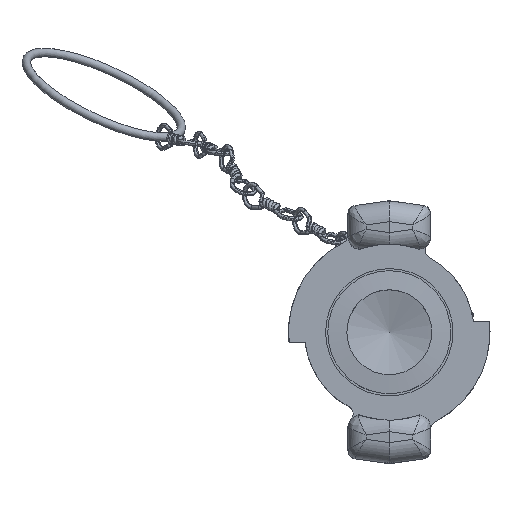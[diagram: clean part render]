
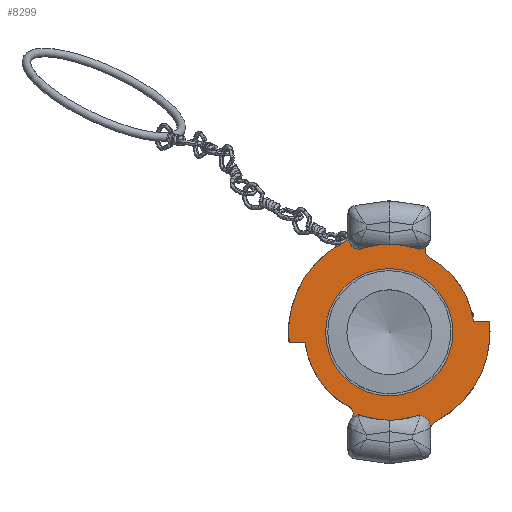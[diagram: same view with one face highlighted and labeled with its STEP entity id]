
A CAD part, top view. The second image highlights one B-rep face of the part: STEP entity #8299.
In plain terms, the highlighted planar face has unit normal (0, 0, 1).
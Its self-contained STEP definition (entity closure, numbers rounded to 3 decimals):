
#718=PLANE('',#8818);
#749=FACE_BOUND('',#1685,.T.);
#801=CIRCLE('',#8819,25.5);
#802=CIRCLE('',#8820,2.);
#803=CIRCLE('',#8821,23.75);
#804=CIRCLE('',#8822,20.);
#805=CIRCLE('',#8823,1.835);
#806=CIRCLE('',#8824,3.);
#807=CIRCLE('',#8825,25.5);
#808=CIRCLE('',#8826,2.);
#809=CIRCLE('',#8827,23.75);
#810=CIRCLE('',#8828,20.);
#811=CIRCLE('',#8829,1.835);
#812=CIRCLE('',#8830,3.);
#813=CIRCLE('',#8831,15.);
#814=CIRCLE('',#8832,15.);
#1239=FACE_OUTER_BOUND('',#1684,.T.);
#1684=EDGE_LOOP('',(#5231,#5232,#5233,#5234,#5235,#5236,#5237,#5238,#5239,
#5240,#5241,#5242,#5243,#5244,#5245,#5246,#5247,#5248));
#1685=EDGE_LOOP('',(#5249,#5250));
#2170=LINE('',#12060,#2383);
#2171=LINE('',#12064,#2384);
#2172=LINE('',#12070,#2385);
#2173=LINE('',#12078,#2386);
#2174=LINE('',#12082,#2387);
#2175=LINE('',#12088,#2388);
#2383=VECTOR('',#9798,10.);
#2384=VECTOR('',#9801,10.);
#2385=VECTOR('',#9806,10.);
#2386=VECTOR('',#9813,10.);
#2387=VECTOR('',#9816,10.);
#2388=VECTOR('',#9821,10.);
#2977=VERTEX_POINT('',#12058);
#2978=VERTEX_POINT('',#12059);
#2979=VERTEX_POINT('',#12061);
#2980=VERTEX_POINT('',#12063);
#2981=VERTEX_POINT('',#12065);
#2982=VERTEX_POINT('',#12067);
#2983=VERTEX_POINT('',#12069);
#2984=VERTEX_POINT('',#12071);
#2985=VERTEX_POINT('',#12073);
#2986=VERTEX_POINT('',#12075);
#2987=VERTEX_POINT('',#12077);
#2988=VERTEX_POINT('',#12079);
#2989=VERTEX_POINT('',#12081);
#2990=VERTEX_POINT('',#12083);
#2991=VERTEX_POINT('',#12085);
#2992=VERTEX_POINT('',#12087);
#2993=VERTEX_POINT('',#12089);
#2994=VERTEX_POINT('',#12091);
#2995=VERTEX_POINT('',#12094);
#2996=VERTEX_POINT('',#12095);
#3864=EDGE_CURVE('',#2977,#2978,#2170,.T.);
#3865=EDGE_CURVE('',#2977,#2979,#801,.T.);
#3866=EDGE_CURVE('',#2980,#2979,#2171,.T.);
#3867=EDGE_CURVE('',#2981,#2980,#802,.T.);
#3868=EDGE_CURVE('',#2982,#2981,#803,.T.);
#3869=EDGE_CURVE('',#2983,#2982,#2172,.T.);
#3870=EDGE_CURVE('',#2984,#2983,#804,.T.);
#3871=EDGE_CURVE('',#2985,#2984,#805,.T.);
#3872=EDGE_CURVE('',#2986,#2985,#806,.T.);
#3873=EDGE_CURVE('',#2987,#2986,#2173,.T.);
#3874=EDGE_CURVE('',#2987,#2988,#807,.T.);
#3875=EDGE_CURVE('',#2989,#2988,#2174,.T.);
#3876=EDGE_CURVE('',#2990,#2989,#808,.T.);
#3877=EDGE_CURVE('',#2991,#2990,#809,.T.);
#3878=EDGE_CURVE('',#2992,#2991,#2175,.T.);
#3879=EDGE_CURVE('',#2993,#2992,#810,.T.);
#3880=EDGE_CURVE('',#2994,#2993,#811,.T.);
#3881=EDGE_CURVE('',#2978,#2994,#812,.T.);
#3882=EDGE_CURVE('',#2995,#2996,#813,.T.);
#3883=EDGE_CURVE('',#2996,#2995,#814,.T.);
#5231=ORIENTED_EDGE('',*,*,#3864,.F.);
#5232=ORIENTED_EDGE('',*,*,#3865,.T.);
#5233=ORIENTED_EDGE('',*,*,#3866,.F.);
#5234=ORIENTED_EDGE('',*,*,#3867,.F.);
#5235=ORIENTED_EDGE('',*,*,#3868,.F.);
#5236=ORIENTED_EDGE('',*,*,#3869,.F.);
#5237=ORIENTED_EDGE('',*,*,#3870,.F.);
#5238=ORIENTED_EDGE('',*,*,#3871,.F.);
#5239=ORIENTED_EDGE('',*,*,#3872,.F.);
#5240=ORIENTED_EDGE('',*,*,#3873,.F.);
#5241=ORIENTED_EDGE('',*,*,#3874,.T.);
#5242=ORIENTED_EDGE('',*,*,#3875,.F.);
#5243=ORIENTED_EDGE('',*,*,#3876,.F.);
#5244=ORIENTED_EDGE('',*,*,#3877,.F.);
#5245=ORIENTED_EDGE('',*,*,#3878,.F.);
#5246=ORIENTED_EDGE('',*,*,#3879,.F.);
#5247=ORIENTED_EDGE('',*,*,#3880,.F.);
#5248=ORIENTED_EDGE('',*,*,#3881,.F.);
#5249=ORIENTED_EDGE('',*,*,#3882,.F.);
#5250=ORIENTED_EDGE('',*,*,#3883,.F.);
#8299=ADVANCED_FACE('',(#1239,#749),#718,.F.);
#8818=AXIS2_PLACEMENT_3D('',#12057,#9796,#9797);
#8819=AXIS2_PLACEMENT_3D('',#12062,#9799,#9800);
#8820=AXIS2_PLACEMENT_3D('',#12066,#9802,#9803);
#8821=AXIS2_PLACEMENT_3D('',#12068,#9804,#9805);
#8822=AXIS2_PLACEMENT_3D('',#12072,#9807,#9808);
#8823=AXIS2_PLACEMENT_3D('',#12074,#9809,#9810);
#8824=AXIS2_PLACEMENT_3D('',#12076,#9811,#9812);
#8825=AXIS2_PLACEMENT_3D('',#12080,#9814,#9815);
#8826=AXIS2_PLACEMENT_3D('',#12084,#9817,#9818);
#8827=AXIS2_PLACEMENT_3D('',#12086,#9819,#9820);
#8828=AXIS2_PLACEMENT_3D('',#12090,#9822,#9823);
#8829=AXIS2_PLACEMENT_3D('',#12092,#9824,#9825);
#8830=AXIS2_PLACEMENT_3D('',#12093,#9826,#9827);
#8831=AXIS2_PLACEMENT_3D('',#12096,#9828,#9829);
#8832=AXIS2_PLACEMENT_3D('',#12097,#9830,#9831);
#9796=DIRECTION('center_axis',(0.,0.,-1.));
#9797=DIRECTION('ref_axis',(-1.,0.,0.));
#9798=DIRECTION('',(0.,-1.,0.));
#9799=DIRECTION('center_axis',(0.,0.,1.));
#9800=DIRECTION('ref_axis',(0.,1.,0.));
#9801=DIRECTION('',(0.,1.,0.));
#9802=DIRECTION('center_axis',(0.,0.,1.));
#9803=DIRECTION('ref_axis',(0.853,-0.521,0.));
#9804=DIRECTION('center_axis',(0.,0.,-1.));
#9805=DIRECTION('ref_axis',(-0.411,0.912,0.));
#9806=DIRECTION('',(-1.,0.,0.));
#9807=DIRECTION('center_axis',(0.,0.,-1.));
#9808=DIRECTION('ref_axis',(-1.,0.,0.));
#9809=DIRECTION('center_axis',(0.,0.,1.));
#9810=DIRECTION('ref_axis',(0.741,-0.671,0.));
#9811=DIRECTION('center_axis',(0.,0.,-1.));
#9812=DIRECTION('ref_axis',(-0.755,0.656,0.));
#9813=DIRECTION('',(0.,1.,0.));
#9814=DIRECTION('center_axis',(0.,0.,1.));
#9815=DIRECTION('ref_axis',(0.,1.,0.));
#9816=DIRECTION('',(0.,-1.,0.));
#9817=DIRECTION('center_axis',(0.,0.,1.));
#9818=DIRECTION('ref_axis',(-0.853,0.521,0.));
#9819=DIRECTION('center_axis',(0.,0.,-1.));
#9820=DIRECTION('ref_axis',(0.411,-0.912,0.));
#9821=DIRECTION('',(1.,0.,0.));
#9822=DIRECTION('center_axis',(0.,0.,-1.));
#9823=DIRECTION('ref_axis',(-1.,0.,0.));
#9824=DIRECTION('center_axis',(0.,0.,1.));
#9825=DIRECTION('ref_axis',(-0.741,0.671,0.));
#9826=DIRECTION('center_axis',(0.,0.,-1.));
#9827=DIRECTION('ref_axis',(0.755,-0.656,0.));
#9828=DIRECTION('center_axis',(0.,0.,1.));
#9829=DIRECTION('ref_axis',(0.,1.,0.));
#9830=DIRECTION('center_axis',(0.,0.,1.));
#9831=DIRECTION('ref_axis',(0.,1.,0.));
#12057=CARTESIAN_POINT('Origin',(0.,20.25,-5.114));
#12058=CARTESIAN_POINT('',(9.75,23.562,-5.114));
#12059=CARTESIAN_POINT('',(9.75,22.478,-5.114));
#12060=CARTESIAN_POINT('',(9.75,25.625,-5.114));
#12061=CARTESIAN_POINT('',(-9.75,23.562,-5.114));
#12062=CARTESIAN_POINT('Origin',(0.,0.,-5.114));
#12063=CARTESIAN_POINT('',(-9.75,22.913,-5.114));
#12064=CARTESIAN_POINT('',(-9.75,-5.375,-5.114));
#12065=CARTESIAN_POINT('',(-10.837,21.133,-5.114));
#12066=CARTESIAN_POINT('Origin',(-11.75,22.913,-5.114));
#12067=CARTESIAN_POINT('',(-23.618,-2.5,-5.114));
#12068=CARTESIAN_POINT('Origin',(0.,0.,-5.114));
#12069=CARTESIAN_POINT('',(-19.843,-2.5,-5.114));
#12070=CARTESIAN_POINT('',(0.,-2.5,-5.114));
#12071=CARTESIAN_POINT('',(-9.466,-17.618,-5.114));
#12072=CARTESIAN_POINT('Origin',(0.,0.,-5.114));
#12073=CARTESIAN_POINT('',(-8.974,-20.465,-5.114));
#12074=CARTESIAN_POINT('Origin',(-10.335,-19.234,-5.114));
#12075=CARTESIAN_POINT('',(-9.75,-22.478,-5.114));
#12076=CARTESIAN_POINT('Origin',(-6.75,-22.478,-5.114));
#12077=CARTESIAN_POINT('',(-9.75,-23.562,-5.114));
#12078=CARTESIAN_POINT('',(-9.75,-5.375,-5.114));
#12079=CARTESIAN_POINT('',(9.75,-23.562,-5.114));
#12080=CARTESIAN_POINT('Origin',(0.,0.,-5.114));
#12081=CARTESIAN_POINT('',(9.75,-22.913,-5.114));
#12082=CARTESIAN_POINT('',(9.75,25.625,-5.114));
#12083=CARTESIAN_POINT('',(10.837,-21.133,-5.114));
#12084=CARTESIAN_POINT('Origin',(11.75,-22.913,-5.114));
#12085=CARTESIAN_POINT('',(23.618,2.5,-5.114));
#12086=CARTESIAN_POINT('Origin',(0.,0.,-5.114));
#12087=CARTESIAN_POINT('',(19.843,2.5,-5.114));
#12088=CARTESIAN_POINT('',(0.,2.5,-5.114));
#12089=CARTESIAN_POINT('',(9.466,17.618,-5.114));
#12090=CARTESIAN_POINT('Origin',(0.,0.,-5.114));
#12091=CARTESIAN_POINT('',(8.974,20.465,-5.114));
#12092=CARTESIAN_POINT('Origin',(10.335,19.234,-5.114));
#12093=CARTESIAN_POINT('Origin',(6.75,22.478,-5.114));
#12094=CARTESIAN_POINT('',(0.,15.,-5.114));
#12095=CARTESIAN_POINT('',(0.,-15.,-5.114));
#12096=CARTESIAN_POINT('Origin',(0.,0.,-5.114));
#12097=CARTESIAN_POINT('Origin',(0.,0.,-5.114));
